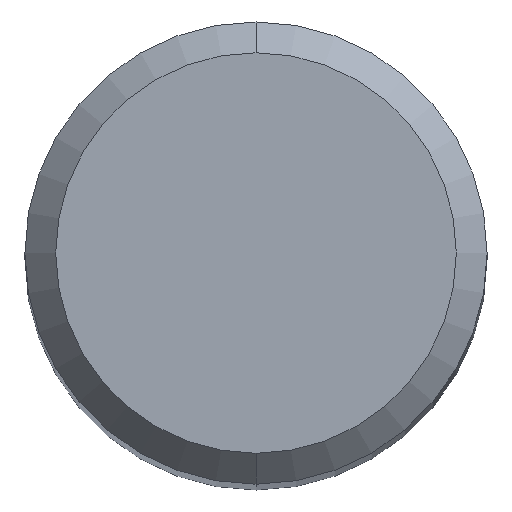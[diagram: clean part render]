
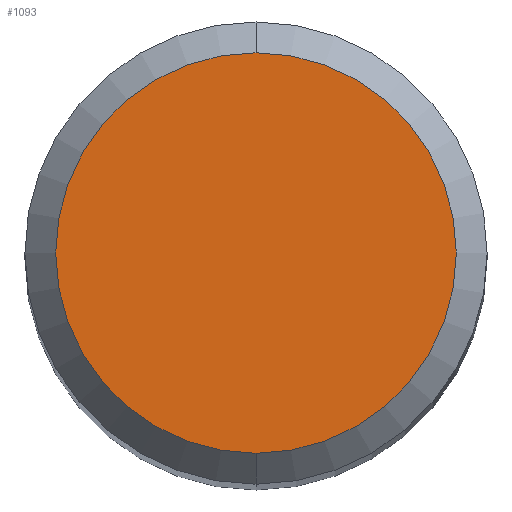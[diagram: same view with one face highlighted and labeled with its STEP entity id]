
A CAD part, top view. The second image highlights one B-rep face of the part: STEP entity #1093.
In plain terms, the highlighted planar face has unit normal (0, 0, 1).
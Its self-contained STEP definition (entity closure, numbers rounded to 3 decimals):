
#477=EDGE_CURVE('',#1101,#1235,#1350,.T.);
#1059=EDGE_CURVE('',#1235,#1101,#1988,.T.);
#1093=ADVANCED_FACE('',(#2026),#2027,.T.);
#1101=VERTEX_POINT('',#2035);
#1235=VERTEX_POINT('',#2181);
#1350=CIRCLE('',#2312,2.6);
#1988=CIRCLE('',#7160,2.6);
#2026=FACE_OUTER_BOUND('',#7730,.T.);
#2027=PLANE('',#7731);
#2035=CARTESIAN_POINT('',(0.0,2.6,0.0));
#2181=CARTESIAN_POINT('',(0.,-2.6,0.0));
#2312=AXIS2_PLACEMENT_3D('',#9266,#9267,#9268);
#7160=AXIS2_PLACEMENT_3D('',#9987,#9988,#9989);
#7730=EDGE_LOOP('',(#10022,#10023));
#7731=AXIS2_PLACEMENT_3D('',#10024,#10025,#10026);
#9266=CARTESIAN_POINT('',(0.0,0.0,0.0));
#9267=DIRECTION('',(0.0,0.0,-1.0));
#9268=DIRECTION('',(0.0,1.0,0.0));
#9987=CARTESIAN_POINT('',(0.0,0.0,0.0));
#9988=DIRECTION('',(0.0,0.0,-1.0));
#9989=DIRECTION('',(0.0,1.0,0.0));
#10022=ORIENTED_EDGE('',*,*,#477,.F.);
#10023=ORIENTED_EDGE('',*,*,#1059,.F.);
#10024=CARTESIAN_POINT('',(0.0,1.3,0.0));
#10025=DIRECTION('',(-0.0,0.0,1.0));
#10026=DIRECTION('',(0.0,-1.0,0.0));
